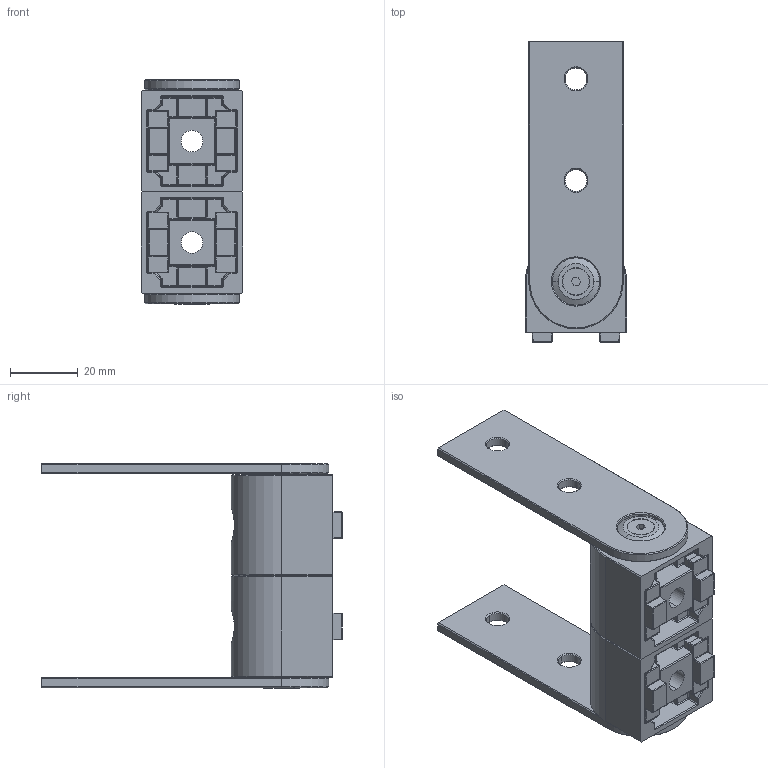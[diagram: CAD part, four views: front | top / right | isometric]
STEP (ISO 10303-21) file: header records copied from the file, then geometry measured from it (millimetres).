
FILE_DESCRIPTION (( 'STEP AP203' ), '1' );
FILE_NAME ('163017.STEP', '2023-01-12T16:31:24', ( '' ), ( '' ), 'SwSTEP 2.0', 'SolidWorks 2021', '' );
FILE_SCHEMA (( 'CONFIG_CONTROL_DESIGN' ));
Length unit declared in the file: inch
Products named in the file (1): 163017
Bounding box: 30 x 88.9 x 66.5 mm (x, y, z)
Volume: 55078.6 mm3; surface area: 28371.6 mm2
Topology: 15 solids, 15 shells, 1552 faces, 3573 edges, 2035 vertices
Faces by surface type: cylinder 566, plane 349, sphere 170, cone 166, bspline 151, torus 150
Entity records: 48632 total; most frequent: CARTESIAN_POINT 15035, DIRECTION 7037, ORIENTED_EDGE 7028, EDGE_CURVE 3514, AXIS2_PLACEMENT_3D 2820, VERTEX_POINT 2017, EDGE_LOOP 1609, ADVANCED_FACE 1552
